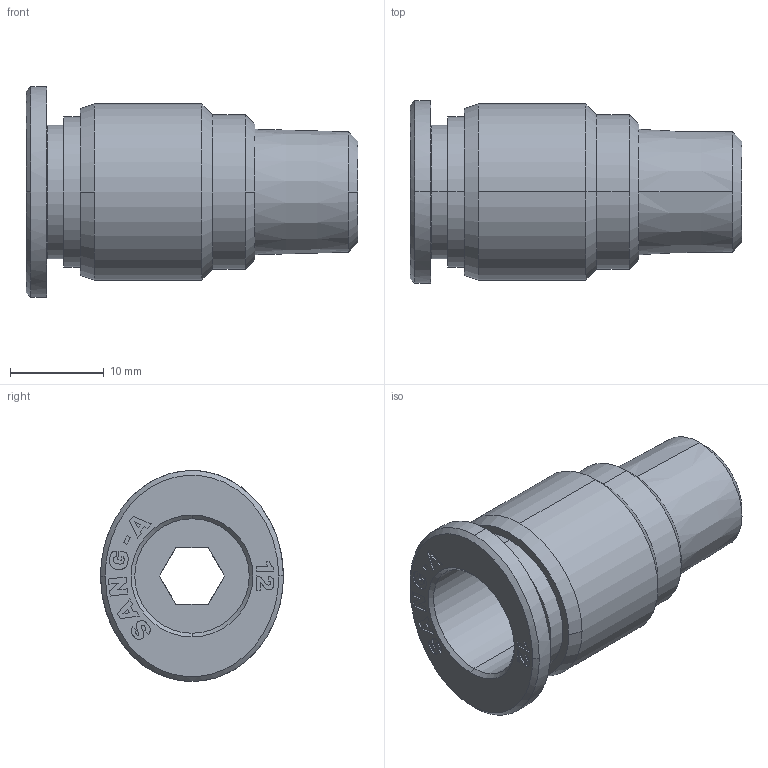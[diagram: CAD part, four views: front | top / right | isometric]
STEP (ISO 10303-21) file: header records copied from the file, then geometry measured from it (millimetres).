
FILE_DESCRIPTION (( 'STEP AP214' ), '1' );
FILE_NAME ('POC12-02.stp', '2015-10-22T12:40:11', ( '' ), ( '' ), 'SwSTEP 2.0', 'SolidWorks 2015', '' );
FILE_SCHEMA (( 'AUTOMOTIVE_DESIGN' ));
Length unit declared in the file: millimetre
Products named in the file (2): POC12-02; ｦ+ﾃｦ1
Assembly tree (1 placements, depth 2):
  POC12-02
    ｦ+ﾃｦ1
Bounding box: 35.4 x 19.5 x 22.5 mm (x, y, z)
Volume: 4435.8 mm3; surface area: 3699.2 mm2
Topology: 1 solids, 1 shells, 385 faces, 1092 edges, 724 vertices
Faces by surface type: plane 345, cone 18, cylinder 13, bspline 9
Entity records: 13422 total; most frequent: CARTESIAN_POINT 3027, ORIENTED_EDGE 2184, DIRECTION 1870, EDGE_CURVE 1092, LINE 1014, VECTOR 1014, VERTEX_POINT 724, AXIS2_PLACEMENT_3D 428
